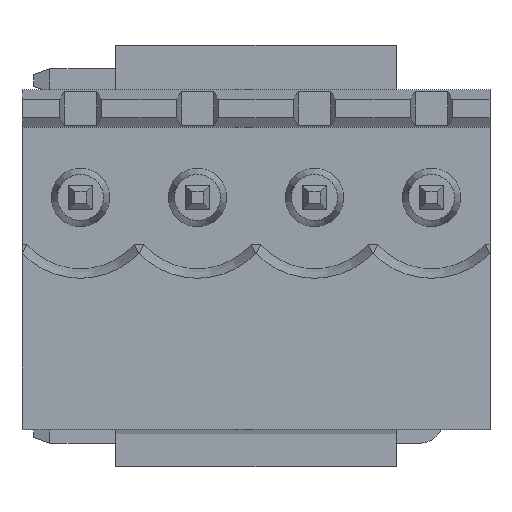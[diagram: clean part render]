
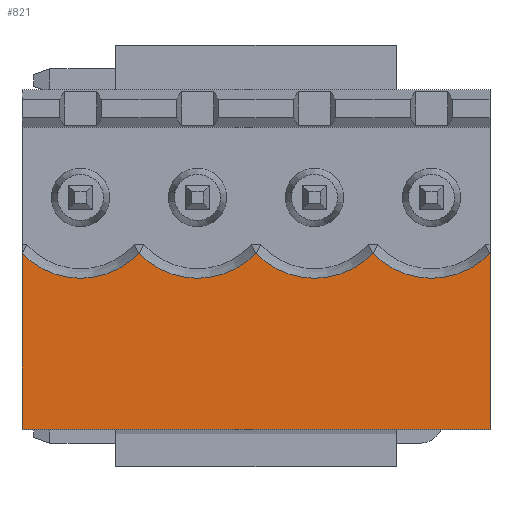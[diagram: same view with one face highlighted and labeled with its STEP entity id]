
A CAD part, front view. The second image highlights one B-rep face of the part: STEP entity #821.
In plain terms, the highlighted planar face has unit normal (0, -1, 0).
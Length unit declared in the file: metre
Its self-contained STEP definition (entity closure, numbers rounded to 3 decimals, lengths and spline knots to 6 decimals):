
#821=ADVANCED_FACE('',(#1831),#1832,.F.);
#1831=FACE_OUTER_BOUND('',#3031,.T.);
#1832=PLANE('',#3032);
#3031=EDGE_LOOP('',(#5625,#5626,#5627,#5628,#5629,#5630,#5631,#5632,#5633,#5634,#5635,#5636));
#3032=AXIS2_PLACEMENT_3D('',#5637,#5638,#5639);
#5625=ORIENTED_EDGE('',*,*,#8395,.F.);
#5626=ORIENTED_EDGE('',*,*,#8223,.T.);
#5627=ORIENTED_EDGE('',*,*,#8396,.T.);
#5628=ORIENTED_EDGE('',*,*,#7462,.F.);
#5629=ORIENTED_EDGE('',*,*,#7742,.T.);
#5630=ORIENTED_EDGE('',*,*,#8375,.T.);
#5631=ORIENTED_EDGE('',*,*,#7417,.T.);
#5632=ORIENTED_EDGE('',*,*,#8397,.T.);
#5633=ORIENTED_EDGE('',*,*,#8153,.T.);
#5634=ORIENTED_EDGE('',*,*,#8398,.F.);
#5635=ORIENTED_EDGE('',*,*,#8399,.F.);
#5636=ORIENTED_EDGE('',*,*,#8400,.F.);
#5637=CARTESIAN_POINT('',(0.0203,-0.003,-0.006402));
#5638=DIRECTION('',(0.,1.0,0.));
#5639=DIRECTION('',(1.0,0.,0.0));
#7417=EDGE_CURVE('',#8981,#8982,#8983,.T.);
#7462=EDGE_CURVE('',#9063,#9065,#9066,.T.);
#7742=EDGE_CURVE('',#9063,#9550,#9551,.T.);
#8153=EDGE_CURVE('',#10196,#10197,#10198,.T.);
#8223=EDGE_CURVE('',#10296,#10297,#10298,.T.);
#8375=EDGE_CURVE('',#9550,#8981,#10495,.T.);
#8395=EDGE_CURVE('',#10296,#10520,#10521,.T.);
#8396=EDGE_CURVE('',#10297,#9065,#10522,.T.);
#8397=EDGE_CURVE('',#8982,#10196,#10523,.T.);
#8398=EDGE_CURVE('',#10524,#10197,#10525,.T.);
#8399=EDGE_CURVE('',#10526,#10524,#10527,.T.);
#8400=EDGE_CURVE('',#10520,#10526,#10528,.T.);
#8981=VERTEX_POINT('',#11247);
#8982=VERTEX_POINT('',#11248);
#8983=LINE('',#11249,#11250);
#9063=VERTEX_POINT('',#11369);
#9065=VERTEX_POINT('',#11372);
#9066=LINE('',#11373,#11374);
#9550=VERTEX_POINT('',#12084);
#9551=LINE('',#12085,#12086);
#10196=VERTEX_POINT('',#13064);
#10197=VERTEX_POINT('',#13065);
#10198=LINE('',#13066,#13067);
#10296=VERTEX_POINT('',#13223);
#10297=VERTEX_POINT('',#13224);
#10298=LINE('',#13225,#13226);
#10495=CIRCLE('',#13526,0.003452);
#10520=VERTEX_POINT('',#13561);
#10521=LINE('',#13562,#13563);
#10522=LINE('',#13564,#13565);
#10523=CIRCLE('',#13566,0.003452);
#10524=VERTEX_POINT('',#13567);
#10525=CIRCLE('',#13568,0.003452);
#10526=VERTEX_POINT('',#13569);
#10527=LINE('',#13570,#13571);
#10528=CIRCLE('',#13572,0.003452);
#11247=CARTESIAN_POINT('',(0.015021,-0.003,-0.006402));
#11248=CARTESIAN_POINT('',(0.014979,-0.003,-0.006402));
#11249=CARTESIAN_POINT('',(0.0203,-0.003,-0.006402));
#11250=VECTOR('',#14391,1.0);
#11369=CARTESIAN_POINT('',(0.02,-0.003,-0.006402));
#11372=CARTESIAN_POINT('',(0.02,-0.003,-0.0139));
#11373=CARTESIAN_POINT('',(0.02,-0.003,-0.006402));
#11374=VECTOR('',#14429,1.0);
#12084=CARTESIAN_POINT('',(0.019979,-0.003,-0.006402));
#12085=CARTESIAN_POINT('',(0.0203,-0.003,-0.006402));
#12086=VECTOR('',#14671,1.0);
#13064=CARTESIAN_POINT('',(0.010021,-0.003,-0.006402));
#13065=CARTESIAN_POINT('',(0.009979,-0.003,-0.006402));
#13066=CARTESIAN_POINT('',(0.0203,-0.003,-0.006402));
#13067=VECTOR('',#15023,1.0);
#13223=CARTESIAN_POINT('',(0.0,-0.003,-0.006402));
#13224=CARTESIAN_POINT('',(0.0,-0.003,-0.0139));
#13225=CARTESIAN_POINT('',(0.0,-0.003,-0.006402));
#13226=VECTOR('',#15076,1.0);
#13526=AXIS2_PLACEMENT_3D('',#15195,#15196,#15197);
#13561=CARTESIAN_POINT('',(0.000021,-0.003,-0.006402));
#13562=CARTESIAN_POINT('',(0.0203,-0.003,-0.006402));
#13563=VECTOR('',#15220,1.0);
#13564=CARTESIAN_POINT('',(0.0203,-0.003,-0.0139));
#13565=VECTOR('',#15221,1.0);
#13566=AXIS2_PLACEMENT_3D('',#15222,#15223,#15224);
#13567=CARTESIAN_POINT('',(0.005021,-0.003,-0.006402));
#13568=AXIS2_PLACEMENT_3D('',#15225,#15226,#15227);
#13569=CARTESIAN_POINT('',(0.004979,-0.003,-0.006402));
#13570=CARTESIAN_POINT('',(-0.0003,-0.003,-0.006402));
#13571=VECTOR('',#15228,1.0);
#13572=AXIS2_PLACEMENT_3D('',#15229,#15230,#15231);
#14391=DIRECTION('',(-1.0,0.,0.));
#14429=DIRECTION('',(0.,0.,-1.0));
#14671=DIRECTION('',(-1.0,0.,0.));
#15023=DIRECTION('',(-1.0,0.,0.));
#15076=DIRECTION('',(0.,0.,-1.0));
#15195=CARTESIAN_POINT('',(0.0175,-0.003,-0.004));
#15196=DIRECTION('',(0.,1.0,0.));
#15197=DIRECTION('',(0.0,0.,-1.0));
#15220=DIRECTION('',(1.0,0.,0.));
#15221=DIRECTION('',(1.0,0.,0.));
#15222=CARTESIAN_POINT('',(0.0125,-0.003,-0.004));
#15223=DIRECTION('',(0.,1.0,0.));
#15224=DIRECTION('',(0.0,0.,-1.0));
#15225=CARTESIAN_POINT('',(0.0075,-0.003,-0.004));
#15226=DIRECTION('',(0.,-1.0,0.));
#15227=DIRECTION('',(0.,0.,-1.0));
#15228=DIRECTION('',(1.0,0.,0.));
#15229=CARTESIAN_POINT('',(0.0025,-0.003,-0.004));
#15230=DIRECTION('',(0.,-1.0,0.));
#15231=DIRECTION('',(0.,0.,-1.0));
